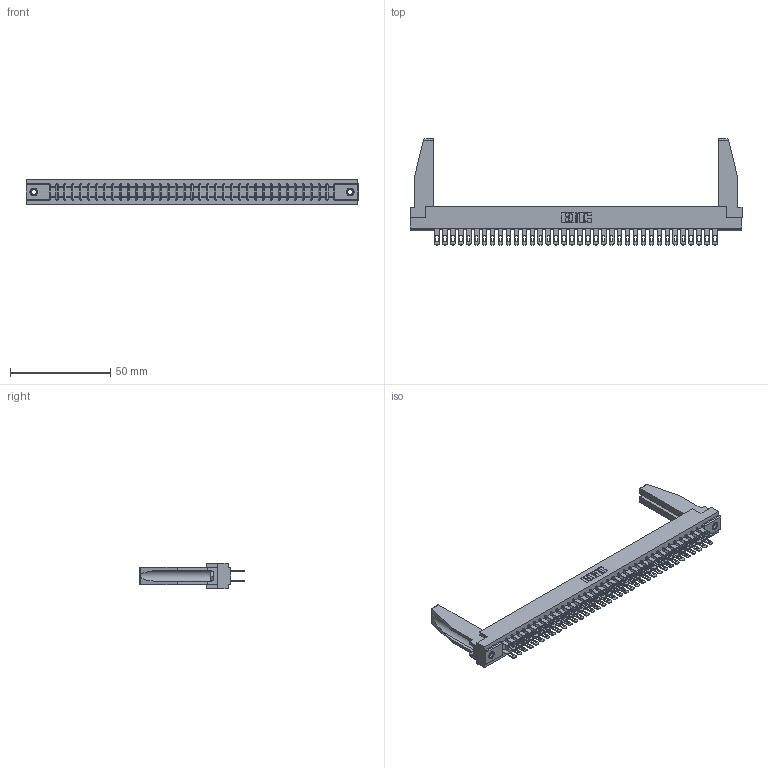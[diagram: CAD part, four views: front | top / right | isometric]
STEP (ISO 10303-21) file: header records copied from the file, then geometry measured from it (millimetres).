
FILE_DESCRIPTION (( 'STEP AP203' ), '1' );
FILE_NAME ('307-072-400-278.STEP', '2020-10-01T01:16:48', ( '' ), ( '' ), 'SwSTEP 2.0', 'SolidWorks 2020', '' );
FILE_SCHEMA (( 'CONFIG_CONTROL_DESIGN' ));
Length unit declared in the file: inch
Products named in the file (5): 307-220-078; 307-290-001_500; 307 Part_.156 Dia Mounting Holes; 307-072-400-278; 345-250-001_345-250-001-102
Assembly tree (77 placements, depth 2):
  307-072-400-278
    307 Part_.156 Dia Mounting Holes
    307-290-001_500  x72
    307-220-078  x2
    345-250-001_345-250-001-102  x2
Bounding box: 165.66 x 52.88 x 12.7 mm (x, y, z)
Volume: 21773 mm3; surface area: 26605.7 mm2
Topology: 77 solids, 77 shells, 3597 faces, 10013 edges, 6470 vertices
Faces by surface type: plane 2314, cylinder 1193, sphere 74, cone 12, torus 4
Entity records: 35167 total; most frequent: CARTESIAN_POINT 5762, ORIENTED_EDGE 5668, DIRECTION 5602, EDGE_CURVE 2834, LINE 2174, VECTOR 2174, VERTEX_POINT 1832, AXIS2_PLACEMENT_3D 1714
